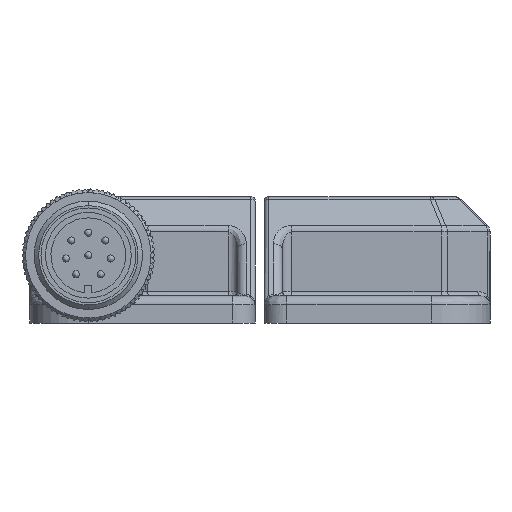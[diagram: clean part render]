
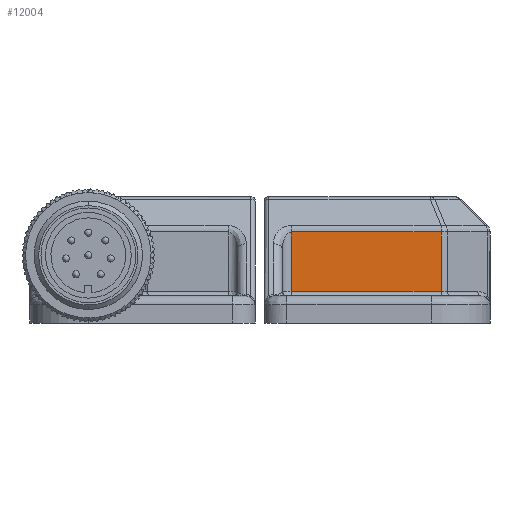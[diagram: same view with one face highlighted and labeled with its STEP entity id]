
A CAD part, left-side view. The second image highlights one B-rep face of the part: STEP entity #12004.
In plain terms, the highlighted face is planar.
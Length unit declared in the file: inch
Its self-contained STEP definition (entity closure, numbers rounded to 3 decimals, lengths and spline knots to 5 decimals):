
#227 = FACE_OUTER_BOUND ( 'NONE', #28213, .T. ) ;
#2282 = VECTOR ( 'NONE', #32327, 39.37008 ) ;
#3426 = CARTESIAN_POINT ( 'NONE',  ( 3.07087, 0.11811, 0.39708 ) ) ;
#3512 = EDGE_CURVE ( 'NONE', #4797, #27991, #19610, .T. ) ;
#4797 = VERTEX_POINT ( 'NONE', #3426 ) ;
#5675 = CARTESIAN_POINT ( 'NONE',  ( 3.07087, 0.11811, -1.14783 ) ) ;
#9512 = ORIENTED_EDGE ( 'NONE', *, *, #29655, .T. ) ;
#9645 = ORIENTED_EDGE ( 'NONE', *, *, #32655, .F. ) ;
#10407 = CARTESIAN_POINT ( 'NONE',  ( 3.07087, 0.7874, 0.1378 ) ) ;
#10759 = DIRECTION ( 'NONE',  ( 0., 1., 0. ) ) ;
#12004 = ADVANCED_FACE ( 'NONE', ( #227 ), #27777, .F. ) ;
#12764 = ORIENTED_EDGE ( 'NONE', *, *, #31931, .F. ) ;
#13421 = VERTEX_POINT ( 'NONE', #35018 ) ;
#13577 = DIRECTION ( 'NONE',  ( 0., 0., -1. ) ) ;
#13862 = VECTOR ( 'NONE', #10759, 39.37008 ) ;
#14134 = CARTESIAN_POINT ( 'NONE',  ( 3.07087, 0.77109, 0.1378 ) ) ;
#14351 = DIRECTION ( 'NONE',  ( -1., 0., 0. ) ) ;
#16009 = VERTEX_POINT ( 'NONE', #14134 ) ;
#18177 = CARTESIAN_POINT ( 'NONE',  ( 3.07087, 0.77109, -1.14783 ) ) ;
#19610 = LINE ( 'NONE', #33055, #13862 ) ;
#19903 = DIRECTION ( 'NONE',  ( 0., 0., 1. ) ) ;
#21749 = LINE ( 'NONE', #10407, #29646 ) ;
#21798 = AXIS2_PLACEMENT_3D ( 'NONE', #28151, #14351, #19903 ) ;
#22092 = ORIENTED_EDGE ( 'NONE', *, *, #3512, .F. ) ;
#24478 = DIRECTION ( 'NONE',  ( 0., -1., 0. ) ) ;
#27777 = PLANE ( 'NONE',  #21798 ) ;
#27991 = VERTEX_POINT ( 'NONE', #33573 ) ;
#28151 = CARTESIAN_POINT ( 'NONE',  ( 3.07087, 0.7874, -1.14783 ) ) ;
#28213 = EDGE_LOOP ( 'NONE', ( #12764, #9645, #22092, #9512 ) ) ;
#29646 = VECTOR ( 'NONE', #24478, 39.37008 ) ;
#29655 = EDGE_CURVE ( 'NONE', #4797, #13421, #30640, .T. ) ;
#30502 = LINE ( 'NONE', #18177, #2282 ) ;
#30640 = LINE ( 'NONE', #5675, #36409 ) ;
#31931 = EDGE_CURVE ( 'NONE', #16009, #13421, #21749, .T. ) ;
#32327 = DIRECTION ( 'NONE',  ( 0., 0., -1. ) ) ;
#32655 = EDGE_CURVE ( 'NONE', #27991, #16009, #30502, .T. ) ;
#33055 = CARTESIAN_POINT ( 'NONE',  ( 3.07087, 0.7874, 0.39708 ) ) ;
#33573 = CARTESIAN_POINT ( 'NONE',  ( 3.07087, 0.77109, 0.39708 ) ) ;
#35018 = CARTESIAN_POINT ( 'NONE',  ( 3.07087, 0.11811, 0.1378 ) ) ;
#36409 = VECTOR ( 'NONE', #13577, 39.37008 ) ;
